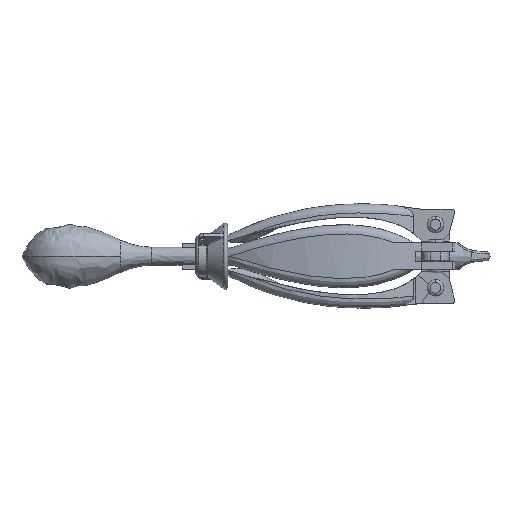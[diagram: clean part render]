
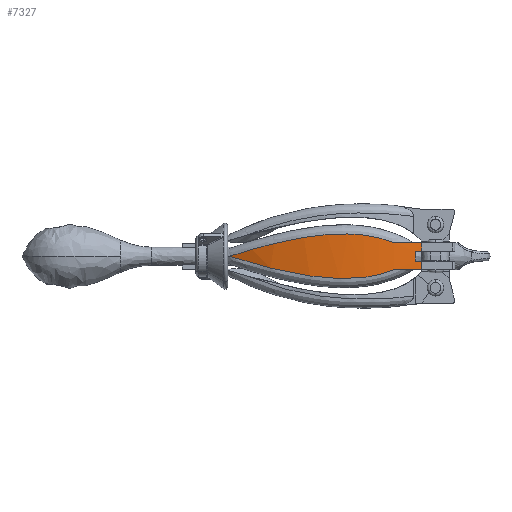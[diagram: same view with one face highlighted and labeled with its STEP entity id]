
A CAD part, left-side view. The second image highlights one B-rep face of the part: STEP entity #7327.
In plain terms, the highlighted free-form (B-spline) face has degree [2, 1] with [3, 2] control points.
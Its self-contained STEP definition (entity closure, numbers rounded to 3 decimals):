
#6936 = VERTEX_POINT('',#6937);
#6937 = CARTESIAN_POINT('',(-51.327,29.679,
    -14.861));
#6942 = EDGE_CURVE('',#6943,#6936,#6945,.T.);
#6943 = VERTEX_POINT('',#6944);
#6944 = CARTESIAN_POINT('',(-55.582,60.378,
    -14.861));
#6945 = B_SPLINE_CURVE_WITH_KNOTS('',2,(#6946,#6947,#6948),
  .UNSPECIFIED.,.F.,.F.,(3,3),(0.881,1.),
  .PIECEWISE_BEZIER_KNOTS.);
#6946 = CARTESIAN_POINT('',(-55.582,60.378,
    -14.861));
#6947 = CARTESIAN_POINT('',(-54.072,45.21,
    -14.861));
#6948 = CARTESIAN_POINT('',(-51.327,29.679,
    -14.861));
#7052 = VERTEX_POINT('',#7053);
#7053 = CARTESIAN_POINT('',(-52.535,36.869,
    5.449));
#7058 = EDGE_CURVE('',#7059,#7052,#7061,.T.);
#7059 = VERTEX_POINT('',#7060);
#7060 = CARTESIAN_POINT('',(-52.535,36.869,
    -5.449));
#7061 = B_SPLINE_CURVE_WITH_KNOTS('',1,(#7062,#7063),.UNSPECIFIED.,.F.,
  .F.,(2,2),(-45.5,-34.5),.PIECEWISE_BEZIER_KNOTS.);
#7062 = CARTESIAN_POINT('',(-52.535,36.869,
    -5.449));
#7063 = CARTESIAN_POINT('',(-52.535,36.869,
    5.449));
#7084 = EDGE_CURVE('',#7085,#7059,#7087,.T.);
#7085 = VERTEX_POINT('',#7086);
#7086 = CARTESIAN_POINT('',(-51.327,29.679,
    -5.449));
#7087 = B_SPLINE_CURVE_WITH_KNOTS('',2,(#7088,#7089,#7090),
  .UNSPECIFIED.,.F.,.F.,(3,3),(0.,0.028),
  .PIECEWISE_BEZIER_KNOTS.);
#7088 = CARTESIAN_POINT('',(-51.327,29.679,
    -5.449));
#7089 = CARTESIAN_POINT('',(-51.964,33.284,
    -5.449));
#7090 = CARTESIAN_POINT('',(-52.535,36.869,
    -5.449));
#7178 = VERTEX_POINT('',#7179);
#7179 = CARTESIAN_POINT('',(-51.327,29.679,5.449
    ));
#7184 = EDGE_CURVE('',#7052,#7178,#7185,.T.);
#7185 = B_SPLINE_CURVE_WITH_KNOTS('',2,(#7186,#7187,#7188),
  .UNSPECIFIED.,.F.,.F.,(3,3),(0.972,1.),
  .PIECEWISE_BEZIER_KNOTS.);
#7186 = CARTESIAN_POINT('',(-52.535,36.869,
    5.449));
#7187 = CARTESIAN_POINT('',(-51.964,33.284,
    5.449));
#7188 = CARTESIAN_POINT('',(-51.327,29.679,5.449
    ));
#7240 = EDGE_CURVE('',#7085,#6936,#7241,.T.);
#7241 = B_SPLINE_CURVE_WITH_KNOTS('',1,(#7242,#7243),.UNSPECIFIED.,.F.,
  .F.,(2,2),(45.5,55.),.PIECEWISE_BEZIER_KNOTS.);
#7242 = CARTESIAN_POINT('',(-51.327,29.679,
    -5.449));
#7243 = CARTESIAN_POINT('',(-51.327,29.679,
    -14.861));
#7327 = ADVANCED_FACE('',(#7328),#7422,.F.);
#7328 = FACE_BOUND('',#7329,.F.);
#7329 = EDGE_LOOP('',(#7330,#7369,#7377,#7382,#7383,#7384,#7385,#7386,
    #7387));
#7330 = ORIENTED_EDGE('',*,*,#7331,.F.);
#7331 = EDGE_CURVE('',#7332,#7334,#7336,.T.);
#7332 = VERTEX_POINT('',#7333);
#7333 = CARTESIAN_POINT('',(-55.582,60.378,
    14.861));
#7334 = VERTEX_POINT('',#7335);
#7335 = CARTESIAN_POINT('',(-24.527,239.209,
    0.));
#7336 = B_SPLINE_CURVE_WITH_KNOTS('',3,(#7337,#7338,#7339,#7340,#7341,
    #7342,#7343,#7344,#7345,#7346,#7347,#7348,#7349,#7350,#7351,#7352,
    #7353,#7354,#7355,#7356,#7357,#7358,#7359,#7360,#7361,#7362,#7363,
    #7364,#7365,#7366,#7367,#7368),.UNSPECIFIED.,.F.,.F.,(4,2,2,2,2,2,2,
    2,2,2,2,2,2,2,2,4),(0.,0.012,0.024,
    0.027,0.03,0.036,
    0.048,0.072,0.078,
    0.084,0.089,0.095,
    0.119,0.143,0.167,0.191),
  .UNSPECIFIED.);
#7337 = CARTESIAN_POINT('',(-55.582,60.378,
    14.861));
#7338 = CARTESIAN_POINT('',(-55.948,64.054,
    16.294));
#7339 = CARTESIAN_POINT('',(-56.266,67.779,
    17.563));
#7340 = CARTESIAN_POINT('',(-56.794,75.329,
    19.759));
#7341 = CARTESIAN_POINT('',(-57.004,79.154,
    20.687));
#7342 = CARTESIAN_POINT('',(-57.192,83.996,
    21.644));
#7343 = CARTESIAN_POINT('',(-57.226,84.968,
    21.826));
#7344 = CARTESIAN_POINT('',(-57.286,86.917,
    22.169));
#7345 = CARTESIAN_POINT('',(-57.312,87.894,
    22.33));
#7346 = CARTESIAN_POINT('',(-57.378,90.824,
    22.784));
#7347 = CARTESIAN_POINT('',(-57.407,92.777,
    23.046));
#7348 = CARTESIAN_POINT('',(-57.443,98.638,
    23.72));
#7349 = CARTESIAN_POINT('',(-57.402,102.545,
    24.02));
#7350 = CARTESIAN_POINT('',(-57.078,114.267,
    24.541));
#7351 = CARTESIAN_POINT('',(-56.595,122.08,
    24.385));
#7352 = CARTESIAN_POINT('',(-55.637,131.84,
    23.734));
#7353 = CARTESIAN_POINT('',(-55.428,133.792,
    23.58));
#7354 = CARTESIAN_POINT('',(-54.974,137.695,
    23.231));
#7355 = CARTESIAN_POINT('',(-54.729,139.645,
    23.035));
#7356 = CARTESIAN_POINT('',(-54.204,143.533,
    22.605));
#7357 = CARTESIAN_POINT('',(-53.924,145.472,
    22.371));
#7358 = CARTESIAN_POINT('',(-53.329,149.341,
    21.867));
#7359 = CARTESIAN_POINT('',(-53.014,151.273,
    21.597));
#7360 = CARTESIAN_POINT('',(-51.354,160.883,
    20.171));
#7361 = CARTESIAN_POINT('',(-49.761,168.415,
    18.788));
#7362 = CARTESIAN_POINT('',(-46.062,183.216,
    15.69));
#7363 = CARTESIAN_POINT('',(-43.957,190.484,
    13.975));
#7364 = CARTESIAN_POINT('',(-39.248,204.785,
    10.312));
#7365 = CARTESIAN_POINT('',(-36.645,211.818,
    8.363));
#7366 = CARTESIAN_POINT('',(-30.95,225.671,
    4.297));
#7367 = CARTESIAN_POINT('',(-27.859,232.49,
    2.179));
#7368 = CARTESIAN_POINT('',(-24.527,239.209,
    0.));
#7369 = ORIENTED_EDGE('',*,*,#7370,.F.);
#7370 = EDGE_CURVE('',#7371,#7332,#7373,.T.);
#7371 = VERTEX_POINT('',#7372);
#7372 = CARTESIAN_POINT('',(-51.327,29.679,
    14.861));
#7373 = B_SPLINE_CURVE_WITH_KNOTS('',2,(#7374,#7375,#7376),
  .UNSPECIFIED.,.F.,.F.,(3,3),(0.,0.119),
  .PIECEWISE_BEZIER_KNOTS.);
#7374 = CARTESIAN_POINT('',(-51.327,29.679,
    14.861));
#7375 = CARTESIAN_POINT('',(-54.072,45.21,
    14.861));
#7376 = CARTESIAN_POINT('',(-55.582,60.378,
    14.861));
#7377 = ORIENTED_EDGE('',*,*,#7378,.T.);
#7378 = EDGE_CURVE('',#7371,#7178,#7379,.T.);
#7379 = B_SPLINE_CURVE_WITH_KNOTS('',1,(#7380,#7381),.UNSPECIFIED.,.F.,
  .F.,(2,2),(25.,34.5),.PIECEWISE_BEZIER_KNOTS.);
#7380 = CARTESIAN_POINT('',(-51.327,29.679,
    14.861));
#7381 = CARTESIAN_POINT('',(-51.327,29.679,5.449
    ));
#7382 = ORIENTED_EDGE('',*,*,#7184,.F.);
#7383 = ORIENTED_EDGE('',*,*,#7058,.F.);
#7384 = ORIENTED_EDGE('',*,*,#7084,.F.);
#7385 = ORIENTED_EDGE('',*,*,#7240,.T.);
#7386 = ORIENTED_EDGE('',*,*,#6942,.F.);
#7387 = ORIENTED_EDGE('',*,*,#7388,.F.);
#7388 = EDGE_CURVE('',#7334,#6943,#7389,.T.);
#7389 = B_SPLINE_CURVE_WITH_KNOTS('',3,(#7390,#7391,#7392,#7393,#7394,
    #7395,#7396,#7397,#7398,#7399,#7400,#7401,#7402,#7403,#7404,#7405,
    #7406,#7407,#7408,#7409,#7410,#7411,#7412,#7413,#7414,#7415,#7416,
    #7417,#7418,#7419,#7420,#7421),.UNSPECIFIED.,.F.,.F.,(4,2,2,2,2,2,2,
    2,2,2,2,2,2,2,2,4),(0.016,0.039,
    0.063,0.086,0.098,
    0.104,0.11,0.133,0.139,
    0.145,0.157,0.18,0.192,
    0.195,0.198,0.204),.UNSPECIFIED.);
#7390 = CARTESIAN_POINT('',(-24.527,239.209,
    0.));
#7391 = CARTESIAN_POINT('',(-27.861,232.486,
    -2.18));
#7392 = CARTESIAN_POINT('',(-30.955,225.662,-4.3
    ));
#7393 = CARTESIAN_POINT('',(-36.655,211.792,
    -8.371));
#7394 = CARTESIAN_POINT('',(-39.262,204.748,
    -10.322));
#7395 = CARTESIAN_POINT('',(-43.977,190.418,
    -13.992));
#7396 = CARTESIAN_POINT('',(-46.086,183.132,
    -15.709));
#7397 = CARTESIAN_POINT('',(-48.863,172.,-18.036
    ));
#7398 = CARTESIAN_POINT('',(-49.725,168.255,
    -18.77));
#7399 = CARTESIAN_POINT('',(-50.92,162.582,
    -19.795));
#7400 = CARTESIAN_POINT('',(-51.302,160.681,
    -20.123));
#7401 = CARTESIAN_POINT('',(-52.032,156.862,
    -20.753));
#7402 = CARTESIAN_POINT('',(-52.381,154.942,
    -21.054));
#7403 = CARTESIAN_POINT('',(-54.035,145.335,
    -22.474));
#7404 = CARTESIAN_POINT('',(-55.076,137.589,
    -23.354));
#7405 = CARTESIAN_POINT('',(-56.031,127.82,
    -24.001));
#7406 = CARTESIAN_POINT('',(-56.205,125.861,
    -24.107));
#7407 = CARTESIAN_POINT('',(-56.518,121.936,
    -24.271));
#7408 = CARTESIAN_POINT('',(-56.657,119.965,
    -24.327));
#7409 = CARTESIAN_POINT('',(-57.022,114.066,
    -24.414));
#7410 = CARTESIAN_POINT('',(-57.194,110.146,
    -24.362));
#7411 = CARTESIAN_POINT('',(-57.51,98.435,
    -23.828));
#7412 = CARTESIAN_POINT('',(-57.452,90.69,
    -22.968));
#7413 = CARTESIAN_POINT('',(-57.006,79.193,
    -20.695));
#7414 = CARTESIAN_POINT('',(-56.797,75.381,
    -19.773));
#7415 = CARTESIAN_POINT('',(-56.466,70.644,
    -18.396));
#7416 = CARTESIAN_POINT('',(-56.396,69.697,
    -18.109));
#7417 = CARTESIAN_POINT('',(-56.25,67.812,
    -17.515));
#7418 = CARTESIAN_POINT('',(-56.174,66.874,
    -17.208));
#7419 = CARTESIAN_POINT('',(-55.936,64.07,
    -16.255));
#7420 = CARTESIAN_POINT('',(-55.765,62.217,
    -15.578));
#7421 = CARTESIAN_POINT('',(-55.582,60.378,
    -14.861));
#7422 = B_SPLINE_SURFACE_WITH_KNOTS('',2,1,(
    (#7423,#7424)
    ,(#7425,#7426)
    ,(#7427,#7428
    )),.UNSPECIFIED.,.F.,.F.,.F.,(3,3),(2,2),(0.114,1.),(0.,1.)
  ,.PIECEWISE_BEZIER_KNOTS.);
#7423 = CARTESIAN_POINT('',(-23.96,240.347,
    25.252));
#7424 = CARTESIAN_POINT('',(-23.96,240.347,
    -25.023));
#7425 = CARTESIAN_POINT('',(-71.711,144.982,
    25.252));
#7426 = CARTESIAN_POINT('',(-71.711,144.982,
    -25.023));
#7427 = CARTESIAN_POINT('',(-51.327,29.679,
    25.252));
#7428 = CARTESIAN_POINT('',(-51.327,29.679,
    -25.023));
